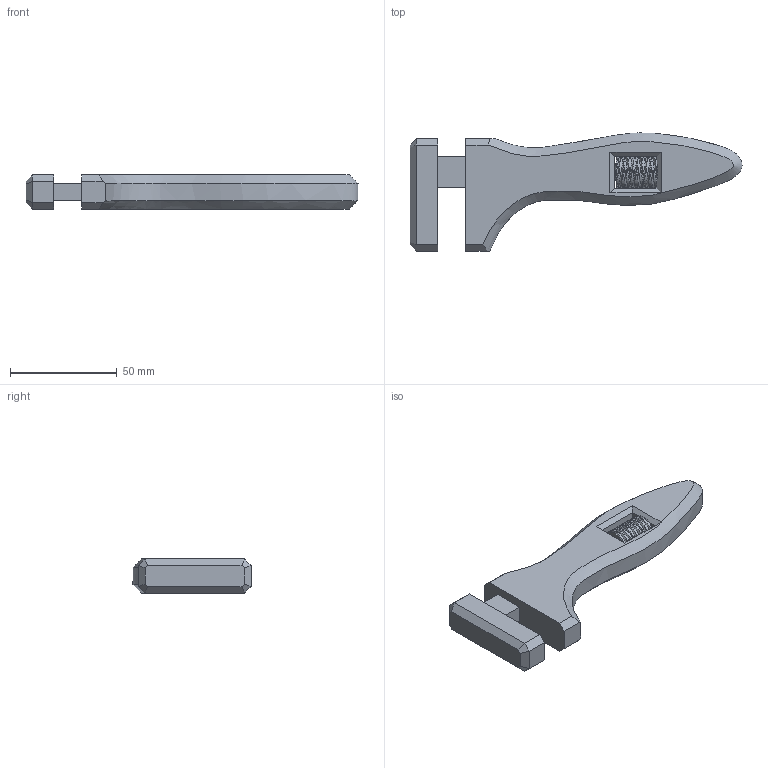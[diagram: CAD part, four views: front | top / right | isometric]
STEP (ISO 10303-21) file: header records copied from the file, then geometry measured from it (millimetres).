
FILE_DESCRIPTION(/* description */ (''),/* implementation_level */ '2;1');
FILE_NAME(/* name */ 'Oldie Wrench v7.step',/* time_stamp */ '2018-08-25T19:34:50-07:00',/* author */ ('AnsonB'),/* organization */ (''),/* preprocessor_version */ 'ST-DEVELOPER v17.2',/* originating_system */ 'Autodesk Translation Framework v7.6.0.251',/* authorisation */ '');
FILE_SCHEMA (('AUTOMOTIVE_DESIGN { 1 0 10303 214 3 1 1 }'));
Length unit declared in the file: millimetre
Products named in the file (5): Oldie Wrench; Handle; Head; Nut; Thread
Assembly tree (4 placements, depth 2):
  Oldie Wrench
    Handle
    Head
    Nut
    Thread
Bounding box: 155.25 x 55.25 x 16 mm (x, y, z)
Volume: 65931.8 mm3; surface area: 26188.2 mm2
Topology: 4 solids, 4 shells, 406 faces, 1059 edges, 663 vertices
Faces by surface type: bspline 187, cylinder 150, plane 69
Full cylindrical faces by diameter (mm): 6.061 x30, 6.595 x12, 7.925 x29, 8.1 x1, 8.3 x14
Entity records: 28808 total; most frequent: CARTESIAN_POINT 20888, ORIENTED_EDGE 2118, EDGE_CURVE 1059, B_SPLINE_CURVE_WITH_KNOTS 796, DIRECTION 737, VERTEX_POINT 663, EDGE_LOOP 414, FACE_OUTER_BOUND 406
